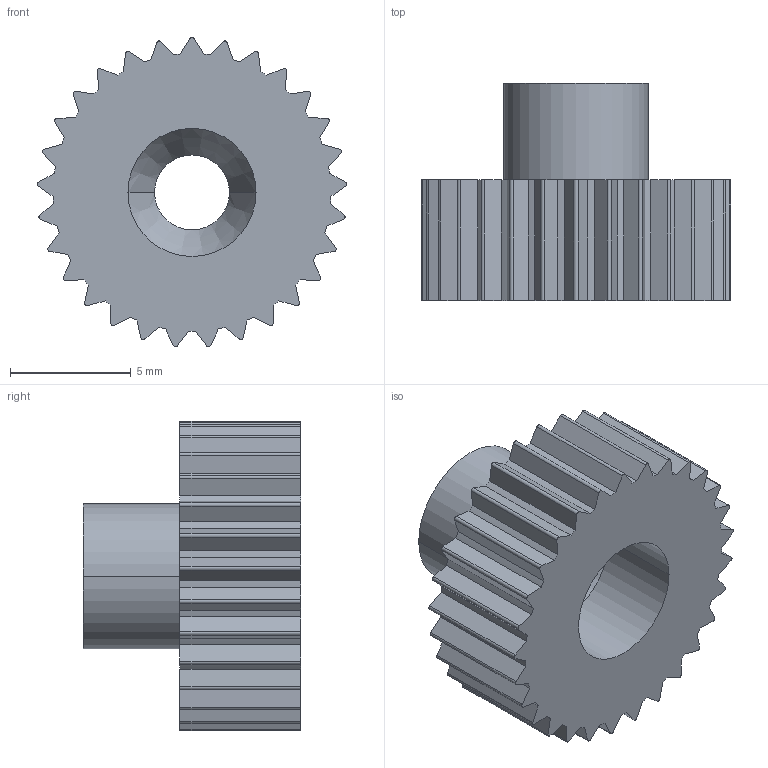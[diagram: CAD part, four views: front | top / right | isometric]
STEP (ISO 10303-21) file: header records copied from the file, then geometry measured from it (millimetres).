
FILE_DESCRIPTION(('CATIA V5 STEP'),'2;1');
FILE_NAME('ThumbScrew.stp','2025-04-17T10:28:54+00:00',('none'),('none'),'CATIA Version 5-6 Release 2016 SP6','CATIA V5 STEP AP203','none');
FILE_SCHEMA(('CONFIG_CONTROL_DESIGN'));
Length unit declared in the file: millimetre
Products named in the file (1): M3_ThumbScrew
Bounding box: 12.82 x 9 x 12.8 mm (x, y, z)
Volume: 552.5 mm3; surface area: 685.6 mm2
Topology: 1 solids, 1 shells, 127 faces, 368 edges, 244 vertices
Faces by surface type: cylinder 64, plane 61, cone 2
Entity records: 3980 total; most frequent: ORIENTED_EDGE 736, CARTESIAN_POINT 709, DIRECTION 560, EDGE_CURVE 368, VERTEX_POINT 244, VECTOR 240, LINE 240, AXIS2_PLACEMENT_3D 225
